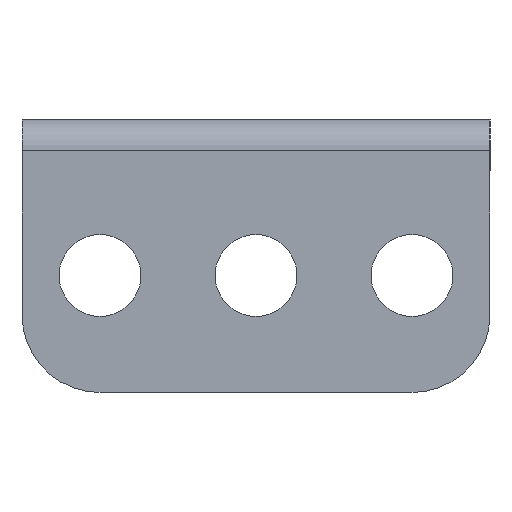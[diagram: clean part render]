
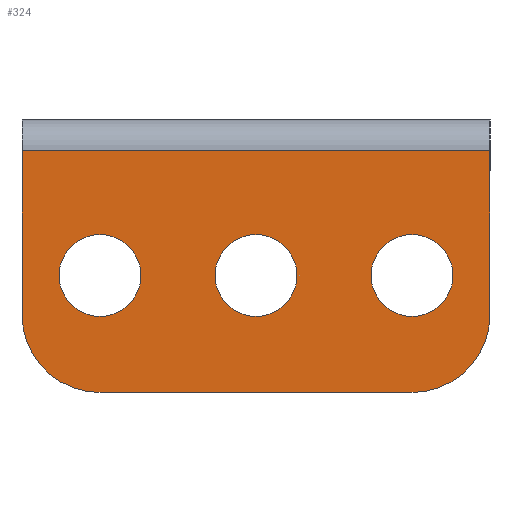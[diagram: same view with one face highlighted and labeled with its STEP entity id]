
A CAD part, left-side view. The second image highlights one B-rep face of the part: STEP entity #324.
In plain terms, the highlighted planar face has unit normal (-1, 0, 0).
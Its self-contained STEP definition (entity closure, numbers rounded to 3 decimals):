
#16 = DIRECTION ( 'NONE',  ( 0., 0., -1. ) ) ;
#20 = VECTOR ( 'NONE', #294, 1000. ) ;
#44 = LINE ( 'NONE', #230, #345 ) ;
#63 = CARTESIAN_POINT ( 'NONE',  ( -14.5, 29.311, 0. ) ) ;
#68 = CARTESIAN_POINT ( 'NONE',  ( -14.5, 17.311, -6.4 ) ) ;
#95 = VECTOR ( 'NONE', #1003, 1000. ) ;
#112 = DIRECTION ( 'NONE',  ( 0., 0., -1. ) ) ;
#131 = EDGE_LOOP ( 'NONE', ( #663, #750 ) ) ;
#135 = VERTEX_POINT ( 'NONE', #1143 ) ;
#138 = LINE ( 'NONE', #791, #348 ) ;
#160 = DIRECTION ( 'NONE',  ( 1., 0., 0. ) ) ;
#170 = CIRCLE ( 'NONE', #527, 2.1 ) ;
#191 = DIRECTION ( 'NONE',  ( 0., 0., -1. ) ) ;
#196 = CIRCLE ( 'NONE', #378, 2.1 ) ;
#199 = VERTEX_POINT ( 'NONE', #711 ) ;
#202 = DIRECTION ( 'NONE',  ( 1., 0., 0. ) ) ;
#209 = VERTEX_POINT ( 'NONE', #799 ) ;
#216 = CIRCLE ( 'NONE', #994, 2.1 ) ;
#217 = ORIENTED_EDGE ( 'NONE', *, *, #514, .F. ) ;
#226 = FACE_OUTER_BOUND ( 'NONE', #1023, .T. ) ;
#227 = CIRCLE ( 'NONE', #691, 2.1 ) ;
#228 = EDGE_CURVE ( 'NONE', #873, #135, #590, .T. ) ;
#230 = CARTESIAN_POINT ( 'NONE',  ( -14.5, -40.689, 0. ) ) ;
#246 = EDGE_CURVE ( 'NONE', #635, #199, #227, .T. ) ;
#247 = ORIENTED_EDGE ( 'NONE', *, *, #545, .F. ) ;
#275 = CARTESIAN_POINT ( 'NONE',  ( -14.5, 29.311, 1.6 ) ) ;
#290 = CARTESIAN_POINT ( 'NONE',  ( -14.5, 9.311, -8.4 ) ) ;
#294 = DIRECTION ( 'NONE',  ( 0., 0., -1. ) ) ;
#299 = CARTESIAN_POINT ( 'NONE',  ( -14.5, 17.311, -6.4 ) ) ;
#302 = FACE_BOUND ( 'NONE', #131, .T. ) ;
#324 = ADVANCED_FACE ( 'NONE', ( #636, #330, #302, #226 ), #749, .F. ) ;
#330 = FACE_BOUND ( 'NONE', #453, .T. ) ;
#331 = CIRCLE ( 'NONE', #1202, 4. ) ;
#345 = VECTOR ( 'NONE', #439, 1000. ) ;
#348 = VECTOR ( 'NONE', #458, 1000. ) ;
#378 = AXIS2_PLACEMENT_3D ( 'NONE', #659, #745, #16 ) ;
#380 = CARTESIAN_POINT ( 'NONE',  ( -14.5, 9.311, -12.4 ) ) ;
#405 = EDGE_CURVE ( 'NONE', #793, #1309, #138, .T. ) ;
#418 = CIRCLE ( 'NONE', #843, 2.1 ) ;
#439 = DIRECTION ( 'NONE',  ( 0., -1., 0. ) ) ;
#453 = EDGE_LOOP ( 'NONE', ( #1330, #1247 ) ) ;
#458 = DIRECTION ( 'NONE',  ( 0., 1., 0. ) ) ;
#470 = LINE ( 'NONE', #893, #95 ) ;
#494 = ORIENTED_EDGE ( 'NONE', *, *, #1036, .T. ) ;
#502 = DIRECTION ( 'NONE',  ( 0., 0., -1. ) ) ;
#514 = EDGE_CURVE ( 'NONE', #559, #997, #470, .T. ) ;
#527 = AXIS2_PLACEMENT_3D ( 'NONE', #801, #566, #680 ) ;
#534 = CARTESIAN_POINT ( 'NONE',  ( -14.5, 9.311, -6.4 ) ) ;
#545 = EDGE_CURVE ( 'NONE', #873, #559, #44, .T. ) ;
#559 = VERTEX_POINT ( 'NONE', #1043 ) ;
#564 = EDGE_LOOP ( 'NONE', ( #494, #1042 ) ) ;
#566 = DIRECTION ( 'NONE',  ( 1., 0., 0. ) ) ;
#570 = ORIENTED_EDGE ( 'NONE', *, *, #1361, .T. ) ;
#583 = VERTEX_POINT ( 'NONE', #751 ) ;
#590 = LINE ( 'NONE', #275, #20 ) ;
#592 = AXIS2_PLACEMENT_3D ( 'NONE', #68, #202, #191 ) ;
#607 = CARTESIAN_POINT ( 'NONE',  ( -14.5, 25.311, -12.4 ) ) ;
#617 = DIRECTION ( 'NONE',  ( 1., 0., 0. ) ) ;
#635 = VERTEX_POINT ( 'NONE', #1067 ) ;
#636 = FACE_BOUND ( 'NONE', #564, .T. ) ;
#659 = CARTESIAN_POINT ( 'NONE',  ( -14.5, 9.311, -6.4 ) ) ;
#663 = ORIENTED_EDGE ( 'NONE', *, *, #966, .T. ) ;
#680 = DIRECTION ( 'NONE',  ( 0., 0., -1. ) ) ;
#691 = AXIS2_PLACEMENT_3D ( 'NONE', #1119, #160, #1341 ) ;
#711 = CARTESIAN_POINT ( 'NONE',  ( -14.5, 25.311, -4.3 ) ) ;
#745 = DIRECTION ( 'NONE',  ( 1., 0., 0. ) ) ;
#749 = PLANE ( 'NONE',  #1364 ) ;
#750 = ORIENTED_EDGE ( 'NONE', *, *, #1325, .T. ) ;
#751 = CARTESIAN_POINT ( 'NONE',  ( -14.5, 17.311, -8.5 ) ) ;
#753 = CIRCLE ( 'NONE', #1106, 4. ) ;
#791 = CARTESIAN_POINT ( 'NONE',  ( -14.5, 29.311, -12.4 ) ) ;
#793 = VERTEX_POINT ( 'NONE', #380 ) ;
#799 = CARTESIAN_POINT ( 'NONE',  ( -14.5, 9.311, -4.3 ) ) ;
#800 = CIRCLE ( 'NONE', #592, 2.1 ) ;
#801 = CARTESIAN_POINT ( 'NONE',  ( -14.5, 25.311, -6.4 ) ) ;
#806 = DIRECTION ( 'NONE',  ( -1., 0., 0. ) ) ;
#820 = CARTESIAN_POINT ( 'NONE',  ( -14.5, 9.311, -8.5 ) ) ;
#843 = AXIS2_PLACEMENT_3D ( 'NONE', #299, #617, #1038 ) ;
#859 = CARTESIAN_POINT ( 'NONE',  ( -14.5, 17.311, -4.3 ) ) ;
#873 = VERTEX_POINT ( 'NONE', #63 ) ;
#881 = ORIENTED_EDGE ( 'NONE', *, *, #1305, .T. ) ;
#893 = CARTESIAN_POINT ( 'NONE',  ( -14.5, 5.311, 1.6 ) ) ;
#941 = CARTESIAN_POINT ( 'NONE',  ( -14.5, 5.311, 1.6 ) ) ;
#966 = EDGE_CURVE ( 'NONE', #583, #1091, #418, .T. ) ;
#994 = AXIS2_PLACEMENT_3D ( 'NONE', #534, #1070, #112 ) ;
#997 = VERTEX_POINT ( 'NONE', #1172 ) ;
#1003 = DIRECTION ( 'NONE',  ( 0., 0., -1. ) ) ;
#1023 = EDGE_LOOP ( 'NONE', ( #247, #1121, #881, #1288, #570, #217 ) ) ;
#1024 = CARTESIAN_POINT ( 'NONE',  ( -14.5, 25.311, -8.4 ) ) ;
#1036 = EDGE_CURVE ( 'NONE', #1324, #209, #216, .T. ) ;
#1038 = DIRECTION ( 'NONE',  ( 0., 0., -1. ) ) ;
#1042 = ORIENTED_EDGE ( 'NONE', *, *, #1381, .T. ) ;
#1043 = CARTESIAN_POINT ( 'NONE',  ( -14.5, 5.311, 0. ) ) ;
#1067 = CARTESIAN_POINT ( 'NONE',  ( -14.5, 25.311, -8.5 ) ) ;
#1070 = DIRECTION ( 'NONE',  ( 1., 0., 0. ) ) ;
#1072 = DIRECTION ( 'NONE',  ( 1., 0., 0. ) ) ;
#1091 = VERTEX_POINT ( 'NONE', #859 ) ;
#1106 = AXIS2_PLACEMENT_3D ( 'NONE', #290, #806, #1151 ) ;
#1119 = CARTESIAN_POINT ( 'NONE',  ( -14.5, 25.311, -6.4 ) ) ;
#1121 = ORIENTED_EDGE ( 'NONE', *, *, #228, .T. ) ;
#1143 = CARTESIAN_POINT ( 'NONE',  ( -14.5, 29.311, -8.4 ) ) ;
#1151 = DIRECTION ( 'NONE',  ( 0., 0., -1. ) ) ;
#1168 = DIRECTION ( 'NONE',  ( 0., 1., 0. ) ) ;
#1172 = CARTESIAN_POINT ( 'NONE',  ( -14.5, 5.311, -8.4 ) ) ;
#1202 = AXIS2_PLACEMENT_3D ( 'NONE', #1024, #1343, #502 ) ;
#1247 = ORIENTED_EDGE ( 'NONE', *, *, #1252, .T. ) ;
#1252 = EDGE_CURVE ( 'NONE', #199, #635, #170, .T. ) ;
#1288 = ORIENTED_EDGE ( 'NONE', *, *, #405, .F. ) ;
#1305 = EDGE_CURVE ( 'NONE', #135, #1309, #331, .T. ) ;
#1309 = VERTEX_POINT ( 'NONE', #607 ) ;
#1324 = VERTEX_POINT ( 'NONE', #820 ) ;
#1325 = EDGE_CURVE ( 'NONE', #1091, #583, #800, .T. ) ;
#1330 = ORIENTED_EDGE ( 'NONE', *, *, #246, .T. ) ;
#1341 = DIRECTION ( 'NONE',  ( 0., 0., -1. ) ) ;
#1343 = DIRECTION ( 'NONE',  ( -1., 0., 0. ) ) ;
#1361 = EDGE_CURVE ( 'NONE', #793, #997, #753, .T. ) ;
#1364 = AXIS2_PLACEMENT_3D ( 'NONE', #941, #1072, #1168 ) ;
#1381 = EDGE_CURVE ( 'NONE', #209, #1324, #196, .T. ) ;
